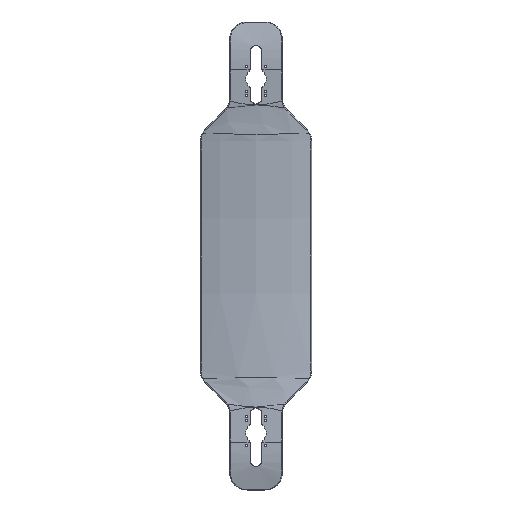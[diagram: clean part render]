
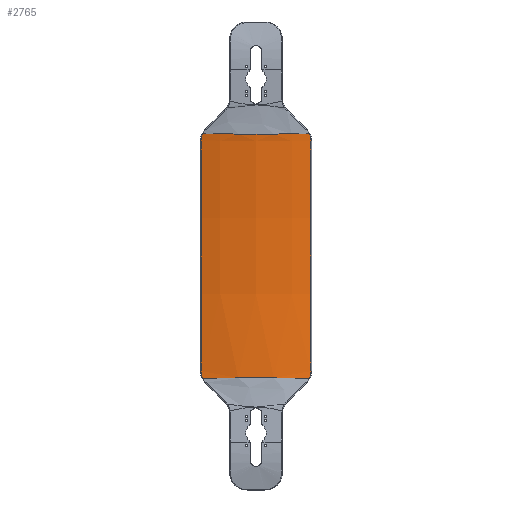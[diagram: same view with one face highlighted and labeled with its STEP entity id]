
A CAD part, front view. The second image highlights one B-rep face of the part: STEP entity #2765.
In plain terms, the highlighted toroidal (fillet/blend) face has major radius 4376.74 mm and minor radius 579.438 mm.
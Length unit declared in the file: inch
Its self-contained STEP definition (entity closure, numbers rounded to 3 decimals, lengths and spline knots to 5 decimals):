
#339=TOROIDAL_SURFACE('',#3063,172.3125,22.8125);
#501=FACE_OUTER_BOUND('',#687,.T.);
#687=EDGE_LOOP('',(#2523,#2524,#2525,#2526,#2527,#2528,#2529,#2530,#2531));
#689=B_SPLINE_CURVE_WITH_KNOTS('',3,(#3744,#3745,#3746,#3747),
 .UNSPECIFIED.,.F.,.F.,(4,4),(-1.63547,0.),
 .UNSPECIFIED.);
#712=B_SPLINE_CURVE_WITH_KNOTS('',3,(#4182,#4183,#4184,#4185),
 .UNSPECIFIED.,.F.,.F.,(4,4),(-1.63547,-0.00051),
 .UNSPECIFIED.);
#782=B_SPLINE_CURVE_WITH_KNOTS('',3,(#5781,#5782,#5783,#5784),
 .UNSPECIFIED.,.F.,.F.,(4,4),(0.,1.63543),.UNSPECIFIED.);
#784=B_SPLINE_CURVE_WITH_KNOTS('',3,(#5814,#5815,#5816,#5817),
 .UNSPECIFIED.,.F.,.F.,(4,4),(1.98473,3.62016),
 .UNSPECIFIED.);
#899=CIRCLE('',#2876,22.8125);
#951=CIRCLE('',#2958,149.98677);
#954=CIRCLE('',#2962,149.98677);
#1011=CIRCLE('',#3061,22.8125);
#1012=CIRCLE('',#3062,22.8125);
#1014=VERTEX_POINT('',#3741);
#1015=VERTEX_POINT('',#3743);
#1050=VERTEX_POINT('',#4145);
#1052=VERTEX_POINT('',#4180);
#1179=VERTEX_POINT('',#5753);
#1180=VERTEX_POINT('',#5780);
#1181=VERTEX_POINT('',#5790);
#1182=VERTEX_POINT('',#5813);
#1272=VERTEX_POINT('',#7007);
#1274=EDGE_CURVE('',#1014,#1015,#689,.T.);
#1330=EDGE_CURVE('',#1052,#1050,#712,.T.);
#1411=EDGE_CURVE('',#1014,#1050,#899,.T.);
#1535=EDGE_CURVE('',#1015,#1179,#951,.T.);
#1538=EDGE_CURVE('',#1179,#1180,#782,.T.);
#1541=EDGE_CURVE('',#1181,#1052,#954,.T.);
#1542=EDGE_CURVE('',#1182,#1181,#784,.T.);
#1695=EDGE_CURVE('',#1180,#1272,#1011,.T.);
#1696=EDGE_CURVE('',#1272,#1182,#1012,.T.);
#2523=ORIENTED_EDGE('',*,*,#1541,.F.);
#2524=ORIENTED_EDGE('',*,*,#1542,.F.);
#2525=ORIENTED_EDGE('',*,*,#1696,.F.);
#2526=ORIENTED_EDGE('',*,*,#1695,.F.);
#2527=ORIENTED_EDGE('',*,*,#1538,.F.);
#2528=ORIENTED_EDGE('',*,*,#1535,.F.);
#2529=ORIENTED_EDGE('',*,*,#1274,.F.);
#2530=ORIENTED_EDGE('',*,*,#1411,.T.);
#2531=ORIENTED_EDGE('',*,*,#1330,.F.);
#2765=ADVANCED_FACE('',(#501),#339,.T.);
#2876=AXIS2_PLACEMENT_3D('',#4840,#3267,#3268);
#2958=AXIS2_PLACEMENT_3D('',#5754,#3463,#3464);
#2962=AXIS2_PLACEMENT_3D('',#5792,#3471,#3472);
#3061=AXIS2_PLACEMENT_3D('',#7008,#3711,#3712);
#3062=AXIS2_PLACEMENT_3D('',#7009,#3713,#3714);
#3063=AXIS2_PLACEMENT_3D('',#7010,#3715,#3716);
#3267=DIRECTION('center_axis',(0.,0.07,0.998));
#3268=DIRECTION('ref_axis',(-0.208,-0.976,0.068));
#3463=DIRECTION('center_axis',(1.,0.,0.));
#3464=DIRECTION('ref_axis',(0.,0.999,-0.033));
#3471=DIRECTION('center_axis',(-1.,0.,0.));
#3472=DIRECTION('ref_axis',(0.,0.999,0.033));
#3711=DIRECTION('center_axis',(0.,-0.07,0.998));
#3712=DIRECTION('ref_axis',(-0.208,-0.976,-0.068));
#3713=DIRECTION('center_axis',(0.,-0.07,0.998));
#3714=DIRECTION('ref_axis',(-0.208,-0.976,-0.068));
#3715=DIRECTION('center_axis',(1.,0.,0.));
#3716=DIRECTION('ref_axis',(0.,0.,-1.));
#3741=CARTESIAN_POINT('',(-4.54394,-0.40816,-10.46048));
#3743=CARTESIAN_POINT('',(-4.68744,-0.33655,-9.84297));
#3744=CARTESIAN_POINT('Ctrl Pts',(-4.54394,-0.40816,
-10.46048));
#3745=CARTESIAN_POINT('Ctrl Pts',(-4.63772,-0.37574,
-10.2701));
#3746=CARTESIAN_POINT('Ctrl Pts',(-4.68744,-0.35063,
-10.05703));
#3747=CARTESIAN_POINT('Ctrl Pts',(-4.68744,-0.33655,
-9.84297));
#4145=CARTESIAN_POINT('',(4.54438,-0.40807,-10.46049));
#4180=CARTESIAN_POINT('',(4.68744,-0.33655,-9.84297));
#4182=CARTESIAN_POINT('Ctrl Pts',(4.68744,-0.33655,-9.84297));
#4183=CARTESIAN_POINT('Ctrl Pts',(4.68744,-0.35062,-10.05696));
#4184=CARTESIAN_POINT('Ctrl Pts',(4.63775,-0.37573,-10.26997));
#4185=CARTESIAN_POINT('Ctrl Pts',(4.54403,-0.40813,-10.4603));
#4840=CARTESIAN_POINT('Origin',(0.,21.89276,
-12.01991));
#5753=CARTESIAN_POINT('',(-4.68744,-0.33655,9.84297));
#5754=CARTESIAN_POINT('Origin',(-4.68744,-150.,0.));
#5780=CARTESIAN_POINT('',(-4.54394,-0.40816,10.46048));
#5781=CARTESIAN_POINT('Ctrl Pts',(-4.68744,-0.33655,
9.84297));
#5782=CARTESIAN_POINT('Ctrl Pts',(-4.68744,-0.35063,
10.05702));
#5783=CARTESIAN_POINT('Ctrl Pts',(-4.63773,-0.37574,
10.2701));
#5784=CARTESIAN_POINT('Ctrl Pts',(-4.54394,-0.40816,
10.46048));
#5790=CARTESIAN_POINT('',(4.68744,-0.33655,9.84297));
#5792=CARTESIAN_POINT('Origin',(4.68744,-150.,0.));
#5813=CARTESIAN_POINT('',(4.54394,-0.40816,10.46048));
#5814=CARTESIAN_POINT('Ctrl Pts',(4.54394,-0.40816,10.46048));
#5815=CARTESIAN_POINT('Ctrl Pts',(4.63773,-0.37574,10.2701));
#5816=CARTESIAN_POINT('Ctrl Pts',(4.68744,-0.35063,10.05702));
#5817=CARTESIAN_POINT('Ctrl Pts',(4.68744,-0.33655,9.84297));
#7007=CARTESIAN_POINT('',(0.,-0.86417,10.42859));
#7008=CARTESIAN_POINT('Origin',(0.,21.89276,
12.01991));
#7009=CARTESIAN_POINT('Origin',(0.,21.89276,
12.01991));
#7010=CARTESIAN_POINT('Origin',(0.,-150.,0.));
